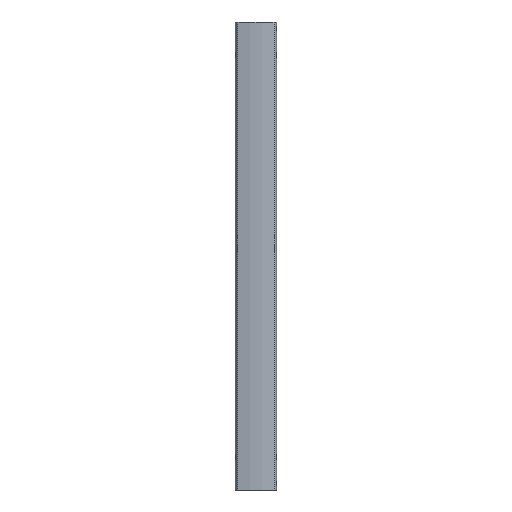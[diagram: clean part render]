
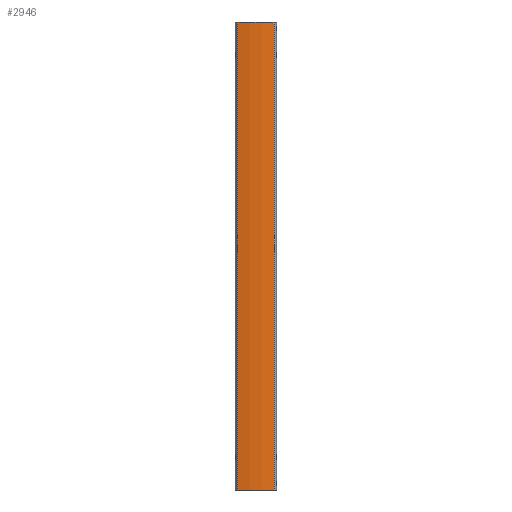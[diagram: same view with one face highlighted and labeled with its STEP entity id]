
A CAD part, left-side view. The second image highlights one B-rep face of the part: STEP entity #2946.
In plain terms, the highlighted cylindrical face has radius 200 mm (diameter 400 mm), a partial arc.
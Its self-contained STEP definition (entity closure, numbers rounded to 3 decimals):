
#92=CARTESIAN_POINT('',(165.,0.,500.));
#93=DIRECTION('',(0.,0.,-1.));
#94=DIRECTION('',(-0.981,-0.193,0.));
#95=AXIS2_PLACEMENT_3D('',#92,#93,#94);
#411=DIRECTION('',(0.,0.,1.));
#412=VECTOR('',#411,1000.);
#413=CARTESIAN_POINT('',(-31.249,38.551,-500.));
#414=LINE('',#413,#412);
#418=DIRECTION('',(0.,0.,1.));
#419=VECTOR('',#418,1000.);
#420=CARTESIAN_POINT('',(-31.249,-38.551,-500.));
#421=LINE('',#420,#419);
#725=CARTESIAN_POINT('',(165.,0.,-500.));
#726=DIRECTION('',(0.,0.,-1.));
#727=DIRECTION('',(-0.981,-0.193,0.));
#728=AXIS2_PLACEMENT_3D('',#725,#726,#727);
#2442=CARTESIAN_POINT('',(-31.249,38.551,500.));
#2443=VERTEX_POINT('',#2442);
#2444=CARTESIAN_POINT('',(-31.249,-38.551,500.));
#2445=VERTEX_POINT('',#2444);
#2458=CARTESIAN_POINT('',(-31.249,38.551,-500.));
#2459=VERTEX_POINT('',#2458);
#2460=CARTESIAN_POINT('',(-31.249,-38.551,-500.));
#2461=VERTEX_POINT('',#2460);
#2933=CARTESIAN_POINT('',(165.,0.,500.));
#2934=DIRECTION('',(0.,0.,1.));
#2935=DIRECTION('',(1.,0.,0.));
#2936=AXIS2_PLACEMENT_3D('',#2933,#2934,#2935);
#2937=CYLINDRICAL_SURFACE('',#2936,200.);
#2938=ORIENTED_EDGE('',*,*,#2803,.F.);
#2940=ORIENTED_EDGE('',*,*,#2939,.F.);
#2942=ORIENTED_EDGE('',*,*,#2941,.T.);
#2943=ORIENTED_EDGE('',*,*,#2925,.T.);
#2944=EDGE_LOOP('',(#2938,#2940,#2942,#2943));
#2945=FACE_OUTER_BOUND('',#2944,.F.);
#2946=ADVANCED_FACE('',(#2945),#2937,.T.);
#96=CIRCLE('',#95,200.);
#729=CIRCLE('',#728,200.);
#2803=EDGE_CURVE('',#2445,#2443,#96,.T.);
#2925=EDGE_CURVE('',#2459,#2443,#414,.T.);
#2939=EDGE_CURVE('',#2461,#2445,#421,.T.);
#2941=EDGE_CURVE('',#2461,#2459,#729,.T.);
